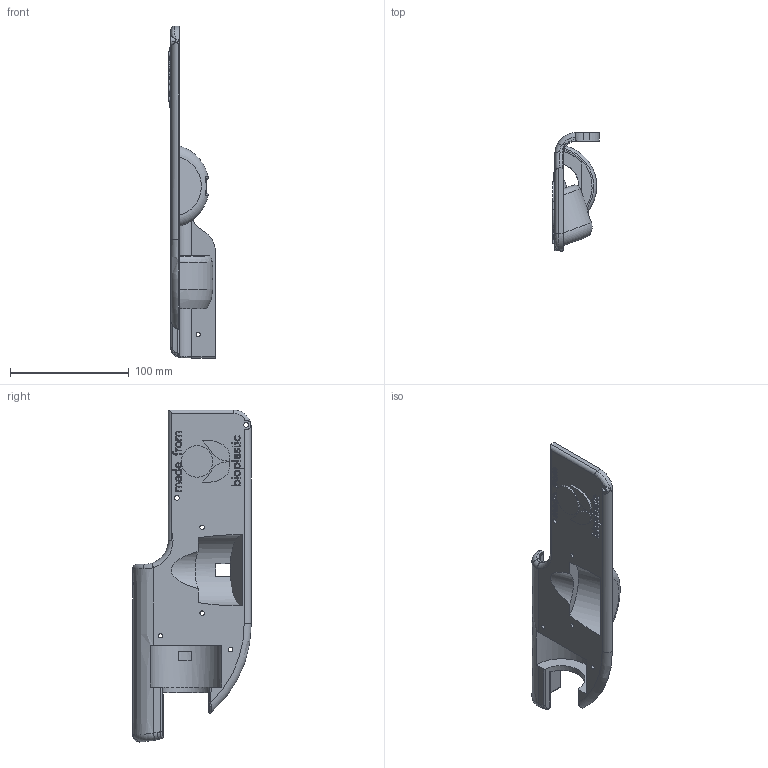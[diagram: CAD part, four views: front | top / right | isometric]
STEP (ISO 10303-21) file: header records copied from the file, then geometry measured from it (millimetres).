
FILE_DESCRIPTION(/* description */ (''),/* implementation_level */ '2;1');
FILE_NAME(/* name */ 'Untitled.step',/* time_stamp */ '2025-12-19T11:54:30-05:00',/* author */ (''),/* organization */ (''),/* preprocessor_version */ 'ST-DEVELOPER v20.1',/* originating_system */ 'Autodesk Translation Framework v14.21.0.0',/* authorisation */ '');
FILE_SCHEMA (('AUTOMOTIVE_DESIGN { 1 0 10303 214 3 1 1 }'));
Length unit declared in the file: inch
Products named in the file (1): 2025-12-19-11-48-06-640
Bounding box: 39.5 x 100 x 279.81 mm (x, y, z)
Surface area: 63157.8 mm2 (no closed solid volume)
Topology: 0 solids, 1 shells, 321 faces, 911 edges, 614 vertices
Faces by surface type: plane 152, cylinder 120, cone 17, bspline 15, torus 13, sphere 4
Full cylindrical faces by diameter (mm): 3.7 x5, 3.87 x1, 4 x2, 4.98 x2, 26.554 x1
Entity records: 30856 total; most frequent: CARTESIAN_POINT 22545, ORIENTED_EDGE 1788, DIRECTION 1633, EDGE_CURVE 908, VERTEX_POINT 613, AXIS2_PLACEMENT_3D 584, LINE 465, VECTOR 465
